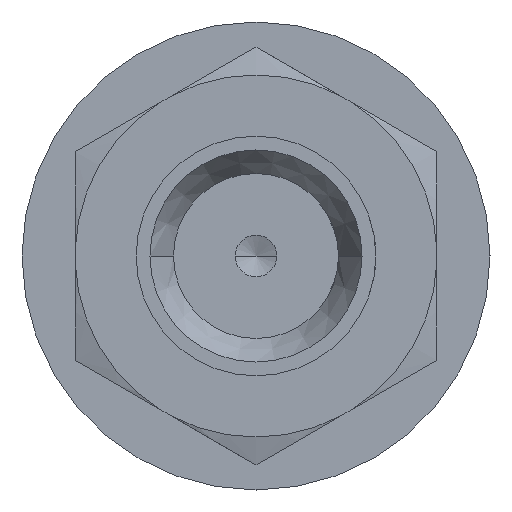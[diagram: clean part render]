
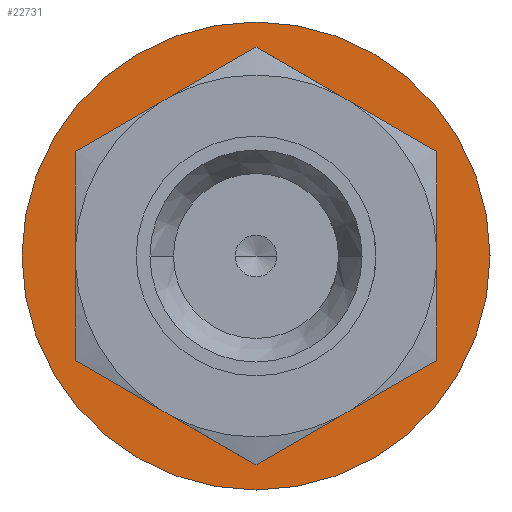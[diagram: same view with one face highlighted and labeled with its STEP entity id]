
A CAD part, left-side view. The second image highlights one B-rep face of the part: STEP entity #22731.
In plain terms, the highlighted planar face has unit normal (-1, 0, 0).
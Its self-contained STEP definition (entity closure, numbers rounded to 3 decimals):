
#933 = DIRECTION ( 'NONE',  ( 1., 0., 0. ) ) ;
#1794 = AXIS2_PLACEMENT_3D ( 'NONE', #12544, #9109, #6997 ) ;
#2112 = AXIS2_PLACEMENT_3D ( 'NONE', #11928, #933, #3176 ) ;
#2300 = DIRECTION ( 'NONE',  ( 1., 0., 0. ) ) ;
#2340 = DIRECTION ( 'NONE',  ( 0., 1., 0. ) ) ;
#2445 = EDGE_CURVE ( 'NONE', #20449, #19683, #23258, .T. ) ;
#2919 = EDGE_CURVE ( 'NONE', #14465, #10654, #9172, .T. ) ;
#3176 = DIRECTION ( 'NONE',  ( 0., 1., 0. ) ) ;
#4356 = CARTESIAN_POINT ( 'NONE',  ( -10.241, -5.175, 0. ) ) ;
#4419 = CARTESIAN_POINT ( 'NONE',  ( -10.241, 0., 0. ) ) ;
#5973 = AXIS2_PLACEMENT_3D ( 'NONE', #4356, #21878, #16546 ) ;
#6583 = ORIENTED_EDGE ( 'NONE', *, *, #2445, .T. ) ;
#6865 = EDGE_LOOP ( 'NONE', ( #6583, #23203 ) ) ;
#6997 = DIRECTION ( 'NONE',  ( 0., 1., 0. ) ) ;
#7780 = CARTESIAN_POINT ( 'NONE',  ( -10.241, 0., 0. ) ) ;
#8809 = AXIS2_PLACEMENT_3D ( 'NONE', #4419, #2300, #9623 ) ;
#9109 = DIRECTION ( 'NONE',  ( 1., 0., 0. ) ) ;
#9167 = CARTESIAN_POINT ( 'NONE',  ( -10.241, 3.775, 0. ) ) ;
#9172 = CIRCLE ( 'NONE', #8809, 5.175 ) ;
#9623 = DIRECTION ( 'NONE',  ( 0., 1., 0. ) ) ;
#9767 = EDGE_LOOP ( 'NONE', ( #16048, #12814 ) ) ;
#10654 = VERTEX_POINT ( 'NONE', #16175 ) ;
#11333 = FACE_OUTER_BOUND ( 'NONE', #9767, .T. ) ;
#11435 = DIRECTION ( 'NONE',  ( 1., 0., 0. ) ) ;
#11453 = FACE_BOUND ( 'NONE', #6865, .T. ) ;
#11928 = CARTESIAN_POINT ( 'NONE',  ( -10.241, 0., 0. ) ) ;
#11937 = AXIS2_PLACEMENT_3D ( 'NONE', #7780, #11435, #2340 ) ;
#12283 = EDGE_CURVE ( 'NONE', #10654, #14465, #19115, .T. ) ;
#12544 = CARTESIAN_POINT ( 'NONE',  ( -10.241, 0., 0. ) ) ;
#12814 = ORIENTED_EDGE ( 'NONE', *, *, #12283, .F. ) ;
#14465 = VERTEX_POINT ( 'NONE', #19692 ) ;
#14881 = PLANE ( 'NONE',  #5973 ) ;
#15740 = CARTESIAN_POINT ( 'NONE',  ( -10.241, -3.775, 0. ) ) ;
#16048 = ORIENTED_EDGE ( 'NONE', *, *, #2919, .F. ) ;
#16175 = CARTESIAN_POINT ( 'NONE',  ( -10.241, -5.175, 0. ) ) ;
#16546 = DIRECTION ( 'NONE',  ( 0., 0., 1. ) ) ;
#18826 = EDGE_CURVE ( 'NONE', #19683, #20449, #20698, .T. ) ;
#19115 = CIRCLE ( 'NONE', #11937, 5.175 ) ;
#19683 = VERTEX_POINT ( 'NONE', #15740 ) ;
#19692 = CARTESIAN_POINT ( 'NONE',  ( -10.241, 5.175, 0. ) ) ;
#20449 = VERTEX_POINT ( 'NONE', #9167 ) ;
#20698 = CIRCLE ( 'NONE', #1794, 3.775 ) ;
#21878 = DIRECTION ( 'NONE',  ( -1., 0., 0. ) ) ;
#22731 = ADVANCED_FACE ( 'NONE', ( #11333, #11453 ), #14881, .T. ) ;
#23203 = ORIENTED_EDGE ( 'NONE', *, *, #18826, .T. ) ;
#23258 = CIRCLE ( 'NONE', #2112, 3.775 ) ;
